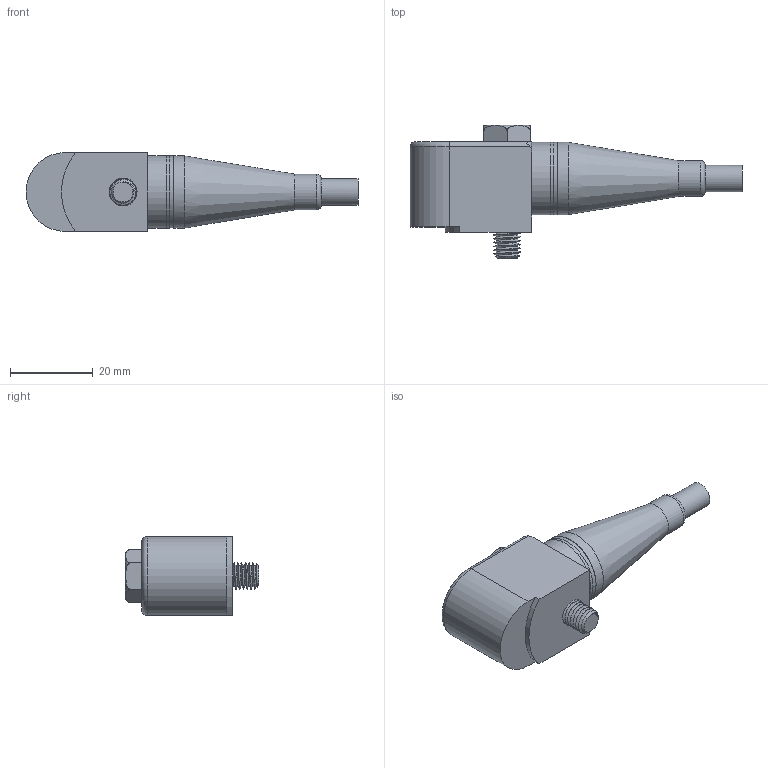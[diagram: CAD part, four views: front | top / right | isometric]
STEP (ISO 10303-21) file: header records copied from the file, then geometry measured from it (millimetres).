
FILE_DESCRIPTION(/* description */ (''),/* implementation_level */ '2;1');
FILE_NAME(/* name */ 'MASTER_MEDIUM_SIDE-EXIT_INTEGRAL_BLACK.stp',/* time_stamp */ '2017-04-26T12:05:46-04:00',/* author */ ('aneininger'),/* organization */ (''),/* preprocessor_version */ 'ST-DEVELOPER v16.5',/* originating_system */ 'Autodesk Inventor 2017',/* authorisation */ '');
FILE_SCHEMA (('AUTOMOTIVE_DESIGN { 1 0 10303 214 3 1 1 }'));
Length unit declared in the file: inch
Products named in the file (3): MASTER_MEDIUM_SIDE-EXIT_INTEGRAL_BLACK_STEP; MASTER_MEDIUM_SIDE-EXIT_INTEGRAL_BLACK; ACP32208
Assembly tree (2 placements, depth 2):
  MASTER_MEDIUM_SIDE-EXIT_INTEGRAL_BLACK_STEP
    MASTER_MEDIUM_SIDE-EXIT_INTEGRAL_BLACK
    ACP32208
Bounding box: 80.14 x 32.13 x 19.05 mm (x, y, z)
Volume: 17914.6 mm3; surface area: 6059.7 mm2
Topology: 2 solids, 2 shells, 49 faces, 107 edges, 69 vertices
Faces by surface type: plane 23, cylinder 16, torus 5, cone 3, bspline 2
Full cylindrical faces by diameter (mm): 4.953 x1, 5.359 x1, 6.35 x1, 6.756 x1, 8.636 x1, 17.462 x1, 17.475 x3
Entity records: 2493 total; most frequent: CARTESIAN_POINT 1326, DIRECTION 226, ORIENTED_EDGE 178, AXIS2_PLACEMENT_3D 98, EDGE_CURVE 89, EDGE_LOOP 73, VERTEX_POINT 66, STYLED_ITEM 51
